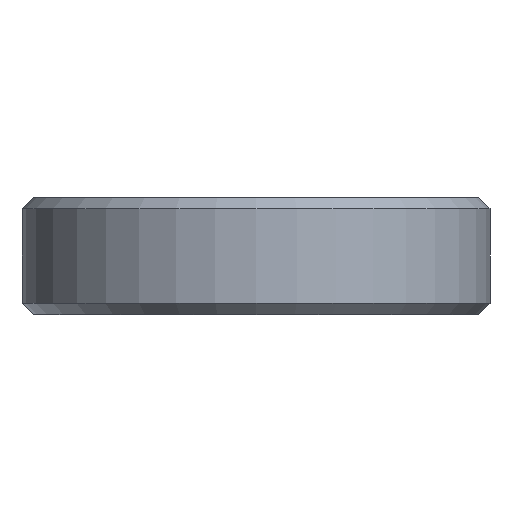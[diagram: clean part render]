
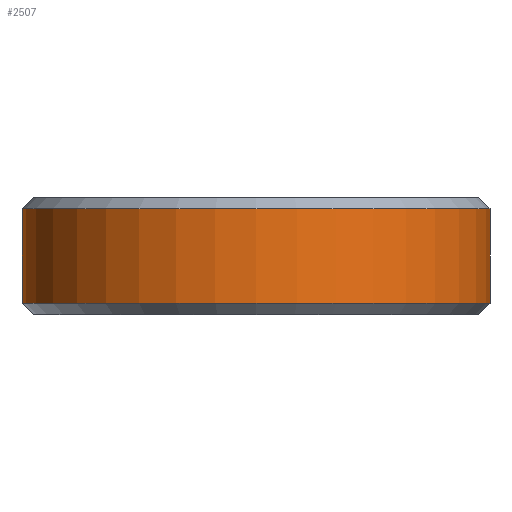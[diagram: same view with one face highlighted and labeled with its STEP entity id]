
A CAD part, left-side view. The second image highlights one B-rep face of the part: STEP entity #2507.
In plain terms, the highlighted cylindrical face has radius 6.25 mm (diameter 12.5 mm), a partial arc.
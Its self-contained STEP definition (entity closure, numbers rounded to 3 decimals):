
#144 = VERTEX_POINT('',#145);
#145 = CARTESIAN_POINT('',(0.,-6.25,0.3));
#161 = CONICAL_SURFACE('',#162,6.25,0.785);
#162 = AXIS2_PLACEMENT_3D('',#163,#164,#165);
#163 = CARTESIAN_POINT('',(0.,0.,0.3));
#164 = DIRECTION('',(0.,0.,1.));
#165 = DIRECTION('',(0.,1.,0.));
#187 = PLANE('',#188);
#188 = AXIS2_PLACEMENT_3D('',#189,#190,#191);
#189 = CARTESIAN_POINT('',(225.,-6.25,0.));
#190 = DIRECTION('',(0.,-1.,0.));
#191 = DIRECTION('',(-1.,0.,0.));
#290 = PLANE('',#291);
#291 = AXIS2_PLACEMENT_3D('',#292,#293,#294);
#292 = CARTESIAN_POINT('',(225.,6.25,0.));
#293 = DIRECTION('',(0.,-1.,0.));
#294 = DIRECTION('',(-1.,0.,0.));
#1244 = VERTEX_POINT('',#1245);
#1245 = CARTESIAN_POINT('',(0.,6.25,0.3));
#1292 = EDGE_CURVE('',#1244,#144,#1293,.T.);
#1293 = SURFACE_CURVE('',#1294,(#1299,#1306),.PCURVE_S1.);
#1294 = CIRCLE('',#1295,6.25);
#1295 = AXIS2_PLACEMENT_3D('',#1296,#1297,#1298);
#1296 = CARTESIAN_POINT('',(0.,0.,0.3));
#1297 = DIRECTION('',(0.,-0.,1.));
#1298 = DIRECTION('',(0.,1.,0.));
#1299 = PCURVE('',#161,#1300);
#1300 = DEFINITIONAL_REPRESENTATION('',(#1301),#1305);
#1301 = LINE('',#1302,#1303);
#1302 = CARTESIAN_POINT('',(0.,-0.));
#1303 = VECTOR('',#1304,1.);
#1304 = DIRECTION('',(1.,-0.));
#1305 = ( GEOMETRIC_REPRESENTATION_CONTEXT(2) 
PARAMETRIC_REPRESENTATION_CONTEXT() REPRESENTATION_CONTEXT('2D SPACE',''
  ) );
#1306 = PCURVE('',#1307,#1312);
#1307 = CYLINDRICAL_SURFACE('',#1308,6.25);
#1308 = AXIS2_PLACEMENT_3D('',#1309,#1310,#1311);
#1309 = CARTESIAN_POINT('',(0.,0.,0.));
#1310 = DIRECTION('',(-0.,-0.,-1.));
#1311 = DIRECTION('',(1.,0.,0.));
#1312 = DEFINITIONAL_REPRESENTATION('',(#1313),#1317);
#1313 = LINE('',#1314,#1315);
#1314 = CARTESIAN_POINT('',(-1.571,-0.3));
#1315 = VECTOR('',#1316,1.);
#1316 = DIRECTION('',(-1.,0.));
#1317 = ( GEOMETRIC_REPRESENTATION_CONTEXT(2) 
PARAMETRIC_REPRESENTATION_CONTEXT() REPRESENTATION_CONTEXT('2D SPACE',''
  ) );
#1326 = VERTEX_POINT('',#1327);
#1327 = CARTESIAN_POINT('',(0.,-6.25,2.825));
#1353 = EDGE_CURVE('',#144,#1326,#1354,.T.);
#1354 = SURFACE_CURVE('',#1355,(#1359,#1366),.PCURVE_S1.);
#1355 = LINE('',#1356,#1357);
#1356 = CARTESIAN_POINT('',(0.,-6.25,0.));
#1357 = VECTOR('',#1358,1.);
#1358 = DIRECTION('',(0.,0.,1.));
#1359 = PCURVE('',#187,#1360);
#1360 = DEFINITIONAL_REPRESENTATION('',(#1361),#1365);
#1361 = LINE('',#1362,#1363);
#1362 = CARTESIAN_POINT('',(225.,0.));
#1363 = VECTOR('',#1364,1.);
#1364 = DIRECTION('',(0.,-1.));
#1365 = ( GEOMETRIC_REPRESENTATION_CONTEXT(2) 
PARAMETRIC_REPRESENTATION_CONTEXT() REPRESENTATION_CONTEXT('2D SPACE',''
  ) );
#1366 = PCURVE('',#1307,#1367);
#1367 = DEFINITIONAL_REPRESENTATION('',(#1368),#1372);
#1368 = LINE('',#1369,#1370);
#1369 = CARTESIAN_POINT('',(-4.712,0.));
#1370 = VECTOR('',#1371,1.);
#1371 = DIRECTION('',(-0.,-1.));
#1372 = ( GEOMETRIC_REPRESENTATION_CONTEXT(2) 
PARAMETRIC_REPRESENTATION_CONTEXT() REPRESENTATION_CONTEXT('2D SPACE',''
  ) );
#1462 = VERTEX_POINT('',#1463);
#1463 = CARTESIAN_POINT('',(0.,6.25,2.825));
#1484 = EDGE_CURVE('',#1244,#1462,#1485,.T.);
#1485 = SURFACE_CURVE('',#1486,(#1490,#1497),.PCURVE_S1.);
#1486 = LINE('',#1487,#1488);
#1487 = CARTESIAN_POINT('',(0.,6.25,0.));
#1488 = VECTOR('',#1489,1.);
#1489 = DIRECTION('',(0.,0.,1.));
#1490 = PCURVE('',#290,#1491);
#1491 = DEFINITIONAL_REPRESENTATION('',(#1492),#1496);
#1492 = LINE('',#1493,#1494);
#1493 = CARTESIAN_POINT('',(225.,0.));
#1494 = VECTOR('',#1495,1.);
#1495 = DIRECTION('',(0.,-1.));
#1496 = ( GEOMETRIC_REPRESENTATION_CONTEXT(2) 
PARAMETRIC_REPRESENTATION_CONTEXT() REPRESENTATION_CONTEXT('2D SPACE',''
  ) );
#1497 = PCURVE('',#1307,#1498);
#1498 = DEFINITIONAL_REPRESENTATION('',(#1499),#1503);
#1499 = LINE('',#1500,#1501);
#1500 = CARTESIAN_POINT('',(-1.571,0.));
#1501 = VECTOR('',#1502,1.);
#1502 = DIRECTION('',(-0.,-1.));
#1503 = ( GEOMETRIC_REPRESENTATION_CONTEXT(2) 
PARAMETRIC_REPRESENTATION_CONTEXT() REPRESENTATION_CONTEXT('2D SPACE',''
  ) );
#2507 = ADVANCED_FACE('',(#2508),#1307,.T.);
#2508 = FACE_BOUND('',#2509,.F.);
#2509 = EDGE_LOOP('',(#2510,#2511,#2538,#2539));
#2510 = ORIENTED_EDGE('',*,*,#1484,.T.);
#2511 = ORIENTED_EDGE('',*,*,#2512,.T.);
#2512 = EDGE_CURVE('',#1462,#1326,#2513,.T.);
#2513 = SURFACE_CURVE('',#2514,(#2519,#2526),.PCURVE_S1.);
#2514 = CIRCLE('',#2515,6.25);
#2515 = AXIS2_PLACEMENT_3D('',#2516,#2517,#2518);
#2516 = CARTESIAN_POINT('',(0.,0.,2.825));
#2517 = DIRECTION('',(0.,-0.,1.));
#2518 = DIRECTION('',(0.,1.,0.));
#2519 = PCURVE('',#1307,#2520);
#2520 = DEFINITIONAL_REPRESENTATION('',(#2521),#2525);
#2521 = LINE('',#2522,#2523);
#2522 = CARTESIAN_POINT('',(-1.571,-2.825));
#2523 = VECTOR('',#2524,1.);
#2524 = DIRECTION('',(-1.,0.));
#2525 = ( GEOMETRIC_REPRESENTATION_CONTEXT(2) 
PARAMETRIC_REPRESENTATION_CONTEXT() REPRESENTATION_CONTEXT('2D SPACE',''
  ) );
#2526 = PCURVE('',#2527,#2532);
#2527 = CONICAL_SURFACE('',#2528,6.25,0.785);
#2528 = AXIS2_PLACEMENT_3D('',#2529,#2530,#2531);
#2529 = CARTESIAN_POINT('',(0.,0.,2.825));
#2530 = DIRECTION('',(-0.,-0.,-1.));
#2531 = DIRECTION('',(0.,1.,0.));
#2532 = DEFINITIONAL_REPRESENTATION('',(#2533),#2537);
#2533 = LINE('',#2534,#2535);
#2534 = CARTESIAN_POINT('',(-0.,-0.));
#2535 = VECTOR('',#2536,1.);
#2536 = DIRECTION('',(-1.,-0.));
#2537 = ( GEOMETRIC_REPRESENTATION_CONTEXT(2) 
PARAMETRIC_REPRESENTATION_CONTEXT() REPRESENTATION_CONTEXT('2D SPACE',''
  ) );
#2538 = ORIENTED_EDGE('',*,*,#1353,.F.);
#2539 = ORIENTED_EDGE('',*,*,#1292,.F.);
